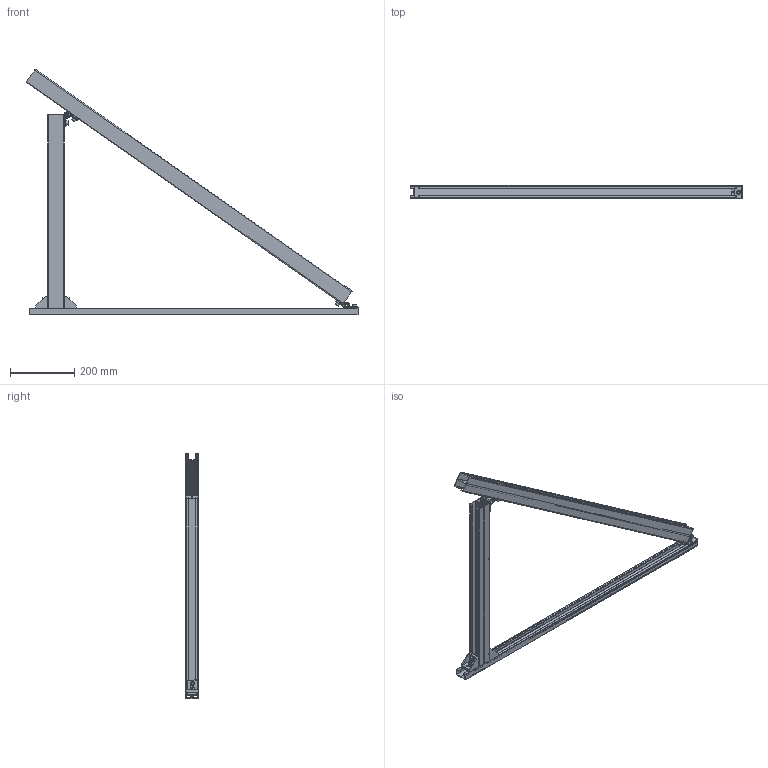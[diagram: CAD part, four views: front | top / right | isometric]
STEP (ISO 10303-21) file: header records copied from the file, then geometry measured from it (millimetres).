
FILE_DESCRIPTION( ('This file contains a STEP AP42 implementation' ,'as created by ZW3D STEP Interface translator.') ,'2;1' );
FILE_NAME( 'SP1.35.1200.PV20-M.stp' ,'2310 4.121024', (''), ('ZWCAD Software Co.'), 'Version 1.0', 'ZW3D to STEP translator', '' );
FILE_SCHEMA(('AUTOMOTIVE_DESIGN'));
Length unit declared in the file: millimetre
Products named in the file (10): 0; SP1.35.1200; 084.106.010_1; 084.106.012_3; 084.106.186A; 084.106.012_2; 084.305.009; Šroub+matice; 084.301.025; 084.302.041
Assembly tree (19 placements, depth 3):
  0
  SP1.35.1200
    084.106.010_1
    084.106.012_3
    084.106.186A  x4
    084.106.012_2
    084.305.009  x2
    Šroub+matice  x8
      084.301.025
      084.302.041
Bounding box: 1030.21 x 40 x 761.82 mm (x, y, z)
Volume: 924005.1 mm3; surface area: 839311.1 mm2
Topology: 25 solids, 25 shells, 1790 faces, 4488 edges, 2760 vertices
Faces by surface type: bspline 1790
Entity records: 17697 total; most frequent: CARTESIAN_POINT 11696, ORIENTED_EDGE 1808, EDGE_CURVE 904, B_SPLINE_CURVE_WITH_KNOTS 683, VERTEX_POINT 569, EDGE_LOOP 365, FACE_OUTER_BOUND 352, ADVANCED_FACE 352
